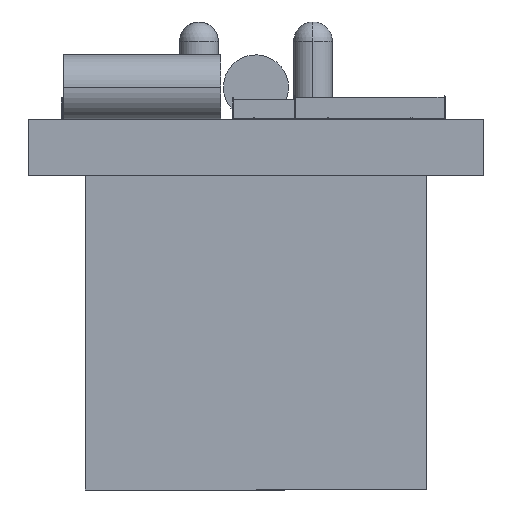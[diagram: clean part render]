
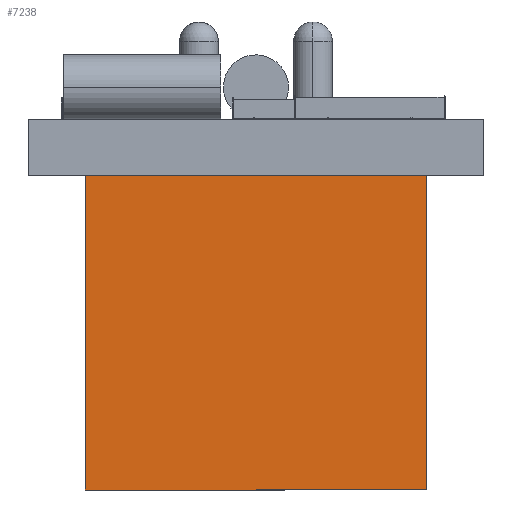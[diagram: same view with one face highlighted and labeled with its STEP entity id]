
A CAD part, front view. The second image highlights one B-rep face of the part: STEP entity #7238.
In plain terms, the highlighted face is planar.
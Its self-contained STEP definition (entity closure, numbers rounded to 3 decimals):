
#7238 = ADVANCED_FACE('',(#7239),#7273,.F.);
#7239 = FACE_BOUND('',#7240,.F.);
#7240 = EDGE_LOOP('',(#7241,#7251,#7259,#7267));
#7241 = ORIENTED_EDGE('',*,*,#7242,.T.);
#7242 = EDGE_CURVE('',#7243,#7245,#7247,.T.);
#7243 = VERTEX_POINT('',#7244);
#7244 = CARTESIAN_POINT('',(5.08,2.54,0.));
#7245 = VERTEX_POINT('',#7246);
#7246 = CARTESIAN_POINT('',(5.08,2.54,7.));
#7247 = LINE('',#7248,#7249);
#7248 = CARTESIAN_POINT('',(5.08,2.54,0.));
#7249 = VECTOR('',#7250,1.);
#7250 = DIRECTION('',(0.,0.,1.));
#7251 = ORIENTED_EDGE('',*,*,#7252,.T.);
#7252 = EDGE_CURVE('',#7245,#7253,#7255,.T.);
#7253 = VERTEX_POINT('',#7254);
#7254 = CARTESIAN_POINT('',(-2.54,2.54,7.));
#7255 = LINE('',#7256,#7257);
#7256 = CARTESIAN_POINT('',(5.08,2.54,7.));
#7257 = VECTOR('',#7258,1.);
#7258 = DIRECTION('',(-1.,0.,0.));
#7259 = ORIENTED_EDGE('',*,*,#7260,.F.);
#7260 = EDGE_CURVE('',#7261,#7253,#7263,.T.);
#7261 = VERTEX_POINT('',#7262);
#7262 = CARTESIAN_POINT('',(-2.54,2.54,0.));
#7263 = LINE('',#7264,#7265);
#7264 = CARTESIAN_POINT('',(-2.54,2.54,0.));
#7265 = VECTOR('',#7266,1.);
#7266 = DIRECTION('',(0.,0.,1.));
#7267 = ORIENTED_EDGE('',*,*,#7268,.F.);
#7268 = EDGE_CURVE('',#7243,#7261,#7269,.T.);
#7269 = LINE('',#7270,#7271);
#7270 = CARTESIAN_POINT('',(5.08,2.54,0.));
#7271 = VECTOR('',#7272,1.);
#7272 = DIRECTION('',(-1.,0.,0.));
#7273 = PLANE('',#7274);
#7274 = AXIS2_PLACEMENT_3D('',#7275,#7276,#7277);
#7275 = CARTESIAN_POINT('',(5.08,2.54,0.));
#7276 = DIRECTION('',(0.,-1.,0.));
#7277 = DIRECTION('',(-1.,0.,0.));
